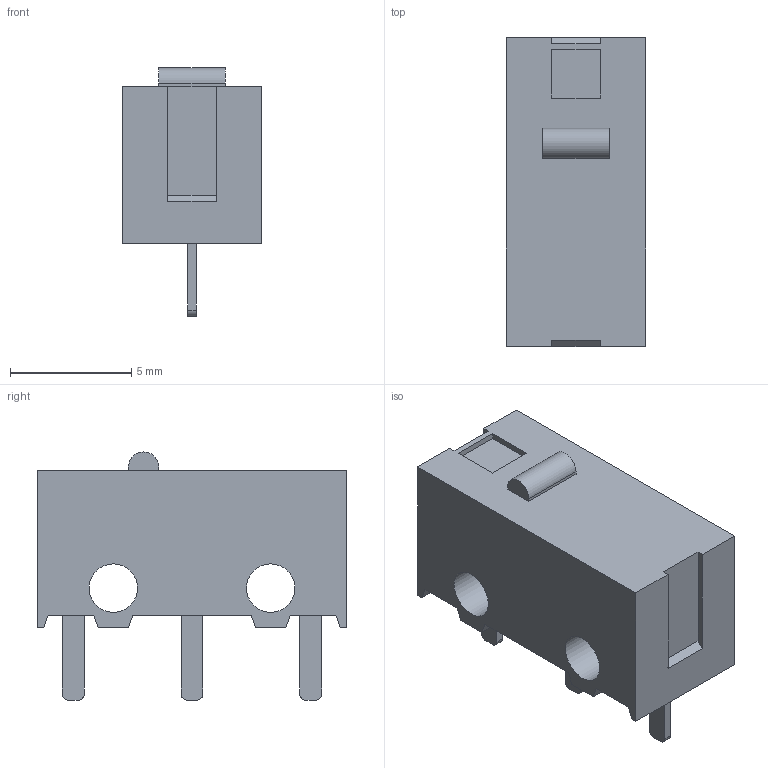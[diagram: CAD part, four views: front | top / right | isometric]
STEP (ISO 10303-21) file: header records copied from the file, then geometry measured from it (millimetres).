
FILE_DESCRIPTION(/* description */ ('STEP AP242','CAx-IF Rec.Pracs.---Representation and Presentation of Product Manufacturing Information (PMI)---4.0---2014-10-13','CAx-IF Rec.Pracs.---3D Tessellated Geometry---0.4---2014-09-14','2;1'),/* implementation_level */ '2;1');
FILE_NAME(/* name */ '6324f0bc38a863356d4fffb1',/* time_stamp */ '2022-09-16T21:55:09+00:00',/* author */ (''),/* organization */ (''),/* preprocessor_version */ 'ST-DEVELOPER v18.102',/* originating_system */ ' ',/* authorisation */ ' ');
FILE_SCHEMA (('AP242_MANAGED_MODEL_BASED_3D_ENGINEERING_MIM_LF { 1 0 10303 442 1 1 4 }'));
Length unit declared in the file: metre
Products named in the file (1): Switch Body
Bounding box: 5.75 x 12.75 x 10.25 mm (x, y, z)
Volume: 413.7 mm3; surface area: 485.8 mm2
Topology: 1 solids, 1 shells, 65 faces, 174 edges, 116 vertices
Faces by surface type: plane 56, cylinder 9
Full cylindrical faces by diameter (mm): 2 x2
Entity records: 2210 total; most frequent: CARTESIAN_POINT 354, ORIENTED_EDGE 344, DIRECTION 322, EDGE_CURVE 172, LINE 154, VECTOR 154, VERTEX_POINT 116, AXIS2_PLACEMENT_3D 84
